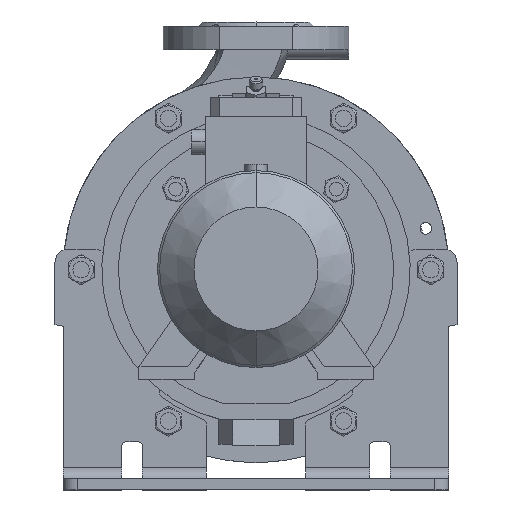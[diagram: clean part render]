
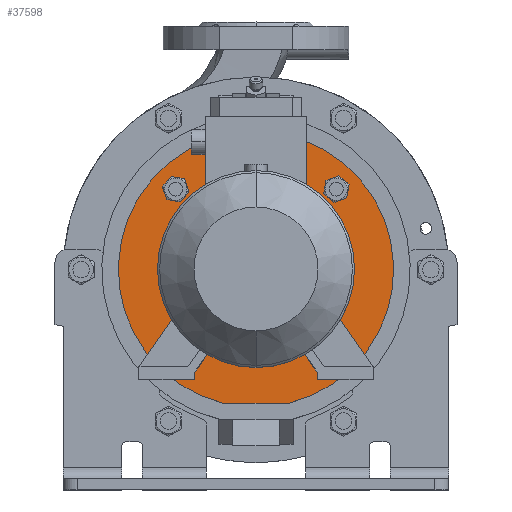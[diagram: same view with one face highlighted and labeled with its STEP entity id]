
A CAD part, top view. The second image highlights one B-rep face of the part: STEP entity #37598.
In plain terms, the highlighted planar face has unit normal (0, 0, 1).
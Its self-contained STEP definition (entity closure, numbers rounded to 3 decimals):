
#56 = FACE_OUTER_BOUND ( 'NONE', #26485, .T. ) ;
#1412 = DIRECTION ( 'NONE',  ( 0., 0., 1. ) ) ;
#2794 = CARTESIAN_POINT ( 'NONE',  ( 58.336, -58.336, 168. ) ) ;
#2997 = VERTEX_POINT ( 'NONE', #24469 ) ;
#3150 = ORIENTED_EDGE ( 'NONE', *, *, #19407, .T. ) ;
#3469 = DIRECTION ( 'NONE',  ( 1., 0., 0. ) ) ;
#4278 = EDGE_CURVE ( 'NONE', #15350, #25563, #10826, .T. ) ;
#4678 = CIRCLE ( 'NONE', #45517, 8.075 ) ;
#4950 = VECTOR ( 'NONE', #3469, 1000. ) ;
#5496 = ORIENTED_EDGE ( 'NONE', *, *, #52671, .F. ) ;
#5564 = AXIS2_PLACEMENT_3D ( 'NONE', #8211, #12645, #43854 ) ;
#5676 = CIRCLE ( 'NONE', #5564, 8.075 ) ;
#6042 = VERTEX_POINT ( 'NONE', #6691 ) ;
#6160 = AXIS2_PLACEMENT_3D ( 'NONE', #2794, #33011, #11469 ) ;
#6455 = EDGE_LOOP ( 'NONE', ( #53321, #5496 ) ) ;
#6691 = CARTESIAN_POINT ( 'NONE',  ( -66.289, 59.739, 168. ) ) ;
#8211 = CARTESIAN_POINT ( 'NONE',  ( -58.336, 58.336, 168. ) ) ;
#9069 = LINE ( 'NONE', #55695, #4950 ) ;
#9154 = CARTESIAN_POINT ( 'NONE',  ( -50.384, 56.934, 168. ) ) ;
#9476 = ORIENTED_EDGE ( 'NONE', *, *, #49380, .F. ) ;
#9537 = CARTESIAN_POINT ( 'NONE',  ( -58.336, -58.336, 168. ) ) ;
#10242 = EDGE_CURVE ( 'NONE', #25563, #15350, #29474, .T. ) ;
#10424 = CARTESIAN_POINT ( 'NONE',  ( 66.289, -59.739, 168. ) ) ;
#10610 = DIRECTION ( 'NONE',  ( 0., 0., 1. ) ) ;
#10826 = CIRCLE ( 'NONE', #45312, 8.075 ) ;
#11126 = AXIS2_PLACEMENT_3D ( 'NONE', #22905, #53730, #44306 ) ;
#11379 = CARTESIAN_POINT ( 'NONE',  ( 58.336, 58.336, 168. ) ) ;
#11469 = DIRECTION ( 'NONE',  ( 0., -1., 0. ) ) ;
#11799 = ORIENTED_EDGE ( 'NONE', *, *, #52921, .T. ) ;
#11813 = FACE_BOUND ( 'NONE', #49014, .T. ) ;
#12199 = CARTESIAN_POINT ( 'NONE',  ( 50.384, -56.934, 168. ) ) ;
#12645 = DIRECTION ( 'NONE',  ( 0., 0., 1. ) ) ;
#12863 = VERTEX_POINT ( 'NONE', #34707 ) ;
#13232 = AXIS2_PLACEMENT_3D ( 'NONE', #11379, #42197, #46818 ) ;
#13300 = DIRECTION ( 'NONE',  ( 0., 1., 0. ) ) ;
#14292 = CIRCLE ( 'NONE', #33318, 8.075 ) ;
#14525 = FACE_BOUND ( 'NONE', #14943, .T. ) ;
#14943 = EDGE_LOOP ( 'NONE', ( #25630, #45098 ) ) ;
#15173 = CARTESIAN_POINT ( 'NONE',  ( 0., 0., 168. ) ) ;
#15350 = VERTEX_POINT ( 'NONE', #26964 ) ;
#17208 = CIRCLE ( 'NONE', #11126, 8.075 ) ;
#17387 = CIRCLE ( 'NONE', #49449, 100. ) ;
#17893 = AXIS2_PLACEMENT_3D ( 'NONE', #49333, #31757, #27359 ) ;
#18139 = EDGE_CURVE ( 'NONE', #44402, #6042, #5676, .T. ) ;
#19049 = DIRECTION ( 'NONE',  ( 0., 0., 1. ) ) ;
#19247 = DIRECTION ( 'NONE',  ( 0., 1., 0. ) ) ;
#19328 = CIRCLE ( 'NONE', #6160, 8.075 ) ;
#19407 = EDGE_CURVE ( 'NONE', #38783, #41406, #9069, .T. ) ;
#20487 = EDGE_CURVE ( 'NONE', #12863, #41406, #37115, .T. ) ;
#20910 = DIRECTION ( 'NONE',  ( 0., -1., 0. ) ) ;
#21384 = DIRECTION ( 'NONE',  ( 0., 0., 1. ) ) ;
#22279 = ORIENTED_EDGE ( 'NONE', *, *, #49599, .F. ) ;
#22905 = CARTESIAN_POINT ( 'NONE',  ( -58.336, -58.336, 168. ) ) ;
#24469 = CARTESIAN_POINT ( 'NONE',  ( 0., -70., 168. ) ) ;
#24743 = CARTESIAN_POINT ( 'NONE',  ( 0., 0., 168. ) ) ;
#24819 = EDGE_CURVE ( 'NONE', #38844, #2997, #41414, .T. ) ;
#24923 = FACE_BOUND ( 'NONE', #6455, .T. ) ;
#25563 = VERTEX_POINT ( 'NONE', #48515 ) ;
#25630 = ORIENTED_EDGE ( 'NONE', *, *, #4278, .F. ) ;
#25792 = DIRECTION ( 'NONE',  ( 0., -1., 0. ) ) ;
#26018 = EDGE_LOOP ( 'NONE', ( #29194, #22279 ) ) ;
#26485 = EDGE_LOOP ( 'NONE', ( #3150, #27530, #27353 ) ) ;
#26940 = FACE_BOUND ( 'NONE', #53668, .T. ) ;
#26964 = CARTESIAN_POINT ( 'NONE',  ( 56.934, 50.384, 168. ) ) ;
#27345 = DIRECTION ( 'NONE',  ( 0., 0., -1. ) ) ;
#27353 = ORIENTED_EDGE ( 'NONE', *, *, #28813, .F. ) ;
#27359 = DIRECTION ( 'NONE',  ( 0., 1., 0. ) ) ;
#27530 = ORIENTED_EDGE ( 'NONE', *, *, #20487, .F. ) ;
#27799 = PLANE ( 'NONE',  #52110 ) ;
#28813 = EDGE_CURVE ( 'NONE', #38783, #12863, #17387, .T. ) ;
#29047 = FACE_BOUND ( 'NONE', #26018, .T. ) ;
#29160 = DIRECTION ( 'NONE',  ( 0., 1., 0. ) ) ;
#29194 = ORIENTED_EDGE ( 'NONE', *, *, #30247, .F. ) ;
#29474 = CIRCLE ( 'NONE', #13232, 8.075 ) ;
#30247 = EDGE_CURVE ( 'NONE', #41993, #42162, #19328, .T. ) ;
#31757 = DIRECTION ( 'NONE',  ( 0., 0., -1. ) ) ;
#32765 = EDGE_CURVE ( 'NONE', #45729, #43070, #17208, .T. ) ;
#33011 = DIRECTION ( 'NONE',  ( 0., 0., 1. ) ) ;
#33318 = AXIS2_PLACEMENT_3D ( 'NONE', #56187, #55792, #20910 ) ;
#34640 = CARTESIAN_POINT ( 'NONE',  ( -58.336, 58.336, 168. ) ) ;
#34707 = CARTESIAN_POINT ( 'NONE',  ( 0., 100., 168. ) ) ;
#34835 = AXIS2_PLACEMENT_3D ( 'NONE', #35617, #27345, #13300 ) ;
#35617 = CARTESIAN_POINT ( 'NONE',  ( 0., 0., 168. ) ) ;
#36641 = CARTESIAN_POINT ( 'NONE',  ( 0., 100., 168. ) ) ;
#37115 = CIRCLE ( 'NONE', #17893, 100. ) ;
#37170 = ORIENTED_EDGE ( 'NONE', *, *, #24819, .T. ) ;
#37598 = ADVANCED_FACE ( 'NONE', ( #11813, #29047, #24923, #14525, #56, #26940 ), #27799, .T. ) ;
#38783 = VERTEX_POINT ( 'NONE', #48330 ) ;
#38844 = VERTEX_POINT ( 'NONE', #49677 ) ;
#38878 = CIRCLE ( 'NONE', #39073, 8.075 ) ;
#39073 = AXIS2_PLACEMENT_3D ( 'NONE', #34640, #21384, #25792 ) ;
#41406 = VERTEX_POINT ( 'NONE', #51406 ) ;
#41414 = CIRCLE ( 'NONE', #34835, 70. ) ;
#41993 = VERTEX_POINT ( 'NONE', #12199 ) ;
#42162 = VERTEX_POINT ( 'NONE', #10424 ) ;
#42197 = DIRECTION ( 'NONE',  ( 0., 0., 1. ) ) ;
#42803 = AXIS2_PLACEMENT_3D ( 'NONE', #15173, #54869, #19247 ) ;
#43070 = VERTEX_POINT ( 'NONE', #47738 ) ;
#43854 = DIRECTION ( 'NONE',  ( 0., -1., 0. ) ) ;
#44306 = DIRECTION ( 'NONE',  ( 0., -1., 0. ) ) ;
#44402 = VERTEX_POINT ( 'NONE', #9154 ) ;
#45098 = ORIENTED_EDGE ( 'NONE', *, *, #10242, .F. ) ;
#45312 = AXIS2_PLACEMENT_3D ( 'NONE', #54541, #10610, #45696 ) ;
#45408 = DIRECTION ( 'NONE',  ( 0., -1., 0. ) ) ;
#45517 = AXIS2_PLACEMENT_3D ( 'NONE', #9537, #19049, #45408 ) ;
#45696 = DIRECTION ( 'NONE',  ( 0., -1., 0. ) ) ;
#45729 = VERTEX_POINT ( 'NONE', #46425 ) ;
#46425 = CARTESIAN_POINT ( 'NONE',  ( -59.739, -66.289, 168. ) ) ;
#46818 = DIRECTION ( 'NONE',  ( 0., -1., 0. ) ) ;
#47738 = CARTESIAN_POINT ( 'NONE',  ( -56.934, -50.384, 168. ) ) ;
#48330 = CARTESIAN_POINT ( 'NONE',  ( -24.31, -97., 168. ) ) ;
#48515 = CARTESIAN_POINT ( 'NONE',  ( 59.739, 66.289, 168. ) ) ;
#49014 = EDGE_LOOP ( 'NONE', ( #9476, #50575 ) ) ;
#49333 = CARTESIAN_POINT ( 'NONE',  ( 0., 0., 168. ) ) ;
#49380 = EDGE_CURVE ( 'NONE', #43070, #45729, #4678, .T. ) ;
#49449 = AXIS2_PLACEMENT_3D ( 'NONE', #24743, #55591, #29160 ) ;
#49570 = DIRECTION ( 'NONE',  ( 0., -1., 0. ) ) ;
#49599 = EDGE_CURVE ( 'NONE', #42162, #41993, #14292, .T. ) ;
#49677 = CARTESIAN_POINT ( 'NONE',  ( 0., 70., 168. ) ) ;
#49924 = CIRCLE ( 'NONE', #42803, 70. ) ;
#50575 = ORIENTED_EDGE ( 'NONE', *, *, #32765, .F. ) ;
#51406 = CARTESIAN_POINT ( 'NONE',  ( 24.31, -97., 168. ) ) ;
#52110 = AXIS2_PLACEMENT_3D ( 'NONE', #36641, #1412, #49570 ) ;
#52671 = EDGE_CURVE ( 'NONE', #6042, #44402, #38878, .T. ) ;
#52921 = EDGE_CURVE ( 'NONE', #2997, #38844, #49924, .T. ) ;
#53321 = ORIENTED_EDGE ( 'NONE', *, *, #18139, .F. ) ;
#53668 = EDGE_LOOP ( 'NONE', ( #37170, #11799 ) ) ;
#53730 = DIRECTION ( 'NONE',  ( 0., 0., 1. ) ) ;
#54541 = CARTESIAN_POINT ( 'NONE',  ( 58.336, 58.336, 168. ) ) ;
#54869 = DIRECTION ( 'NONE',  ( 0., 0., -1. ) ) ;
#55591 = DIRECTION ( 'NONE',  ( 0., 0., -1. ) ) ;
#55695 = CARTESIAN_POINT ( 'NONE',  ( -100., -97., 168. ) ) ;
#55792 = DIRECTION ( 'NONE',  ( 0., 0., 1. ) ) ;
#56187 = CARTESIAN_POINT ( 'NONE',  ( 58.336, -58.336, 168. ) ) ;
